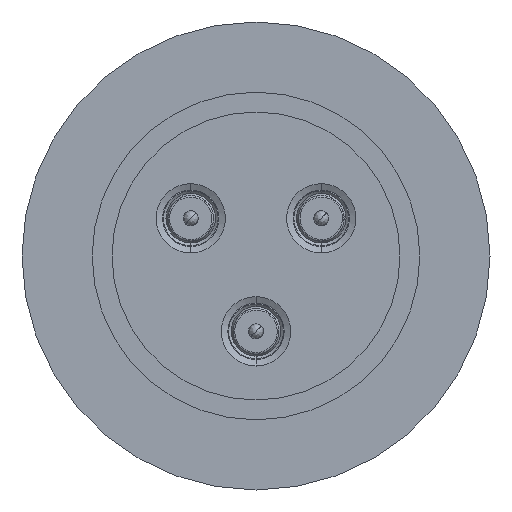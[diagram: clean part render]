
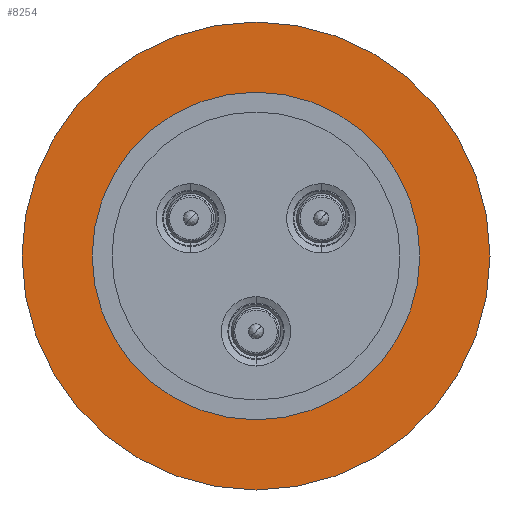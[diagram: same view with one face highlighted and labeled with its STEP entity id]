
A CAD part, front view. The second image highlights one B-rep face of the part: STEP entity #8254.
In plain terms, the highlighted planar face has unit normal (0, -1, 0).
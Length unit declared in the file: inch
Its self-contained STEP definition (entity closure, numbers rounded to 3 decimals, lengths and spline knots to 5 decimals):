
#540 = CARTESIAN_POINT ( 'NONE',  ( 0., -0.1, 0. ) ) ;
#546 = PLANE ( 'NONE',  #1111 ) ;
#548 = DIRECTION ( 'NONE',  ( 0., -1., 0. ) ) ;
#549 = DIRECTION ( 'NONE',  ( -1., 0., 0. ) ) ;
#808 = AXIS2_PLACEMENT_3D ( 'NONE', #9128, #9129, #9130 ) ;
#813 = AXIS2_PLACEMENT_3D ( 'NONE', #9143, #9144, #9145 ) ;
#989 = AXIS2_PLACEMENT_3D ( 'NONE', #3192, #3193, #3194 ) ;
#991 = AXIS2_PLACEMENT_3D ( 'NONE', #3202, #3203, #3204 ) ;
#1111 = AXIS2_PLACEMENT_3D ( 'NONE', #540, #548, #549 ) ;
#1822 = FACE_BOUND ( 'NONE', #4969, .T. ) ;
#1825 = FACE_OUTER_BOUND ( 'NONE', #4964, .T. ) ;
#3192 = CARTESIAN_POINT ( 'NONE',  ( 0., -0.1, 0. ) ) ;
#3193 = DIRECTION ( 'NONE',  ( 0., 1., 0. ) ) ;
#3194 = DIRECTION ( 'NONE',  ( 1., 0., 0. ) ) ;
#3202 = CARTESIAN_POINT ( 'NONE',  ( 0., -0.1, 0. ) ) ;
#3203 = DIRECTION ( 'NONE',  ( 0., 1., 0. ) ) ;
#3204 = DIRECTION ( 'NONE',  ( 1., 0., 0. ) ) ;
#3948 = ORIENTED_EDGE ( 'NONE', *, *, #6459, .F. ) ;
#3949 = ORIENTED_EDGE ( 'NONE', *, *, #7767, .F. ) ;
#3950 = ORIENTED_EDGE ( 'NONE', *, *, #7771, .T. ) ;
#3951 = ORIENTED_EDGE ( 'NONE', *, *, #6454, .T. ) ;
#4964 = EDGE_LOOP ( 'NONE', ( #3949, #3948 ) ) ;
#4969 = EDGE_LOOP ( 'NONE', ( #3951, #3950 ) ) ;
#5566 = CARTESIAN_POINT ( 'NONE',  ( 1.0325, -0.1, 0. ) ) ;
#5573 = CARTESIAN_POINT ( 'NONE',  ( 1.475, -0.1, 0. ) ) ;
#5574 = CARTESIAN_POINT ( 'NONE',  ( -1.475, -0.1, 0. ) ) ;
#5584 = CARTESIAN_POINT ( 'NONE',  ( -1.0325, -0.1, 0. ) ) ;
#6454 = EDGE_CURVE ( 'NONE', #7147, #7165, #7942, .T. ) ;
#6459 = EDGE_CURVE ( 'NONE', #7155, #7154, #7947, .T. ) ;
#7147 = VERTEX_POINT ( 'NONE', #5566 ) ;
#7154 = VERTEX_POINT ( 'NONE', #5573 ) ;
#7155 = VERTEX_POINT ( 'NONE', #5574 ) ;
#7165 = VERTEX_POINT ( 'NONE', #5584 ) ;
#7423 = CIRCLE ( 'NONE', #989, 1.475 ) ;
#7425 = CIRCLE ( 'NONE', #991, 1.0325 ) ;
#7767 = EDGE_CURVE ( 'NONE', #7154, #7155, #7423, .T. ) ;
#7771 = EDGE_CURVE ( 'NONE', #7165, #7147, #7425, .T. ) ;
#7942 = CIRCLE ( 'NONE', #808, 1.0325 ) ;
#7947 = CIRCLE ( 'NONE', #813, 1.475 ) ;
#8254 = ADVANCED_FACE ( 'NONE', ( #1822, #1825 ), #546, .T. ) ;
#9128 = CARTESIAN_POINT ( 'NONE',  ( 0., -0.1, 0. ) ) ;
#9129 = DIRECTION ( 'NONE',  ( 0., 1., 0. ) ) ;
#9130 = DIRECTION ( 'NONE',  ( 1., 0., 0. ) ) ;
#9143 = CARTESIAN_POINT ( 'NONE',  ( 0., -0.1, 0. ) ) ;
#9144 = DIRECTION ( 'NONE',  ( 0., 1., 0. ) ) ;
#9145 = DIRECTION ( 'NONE',  ( 1., 0., 0. ) ) ;
